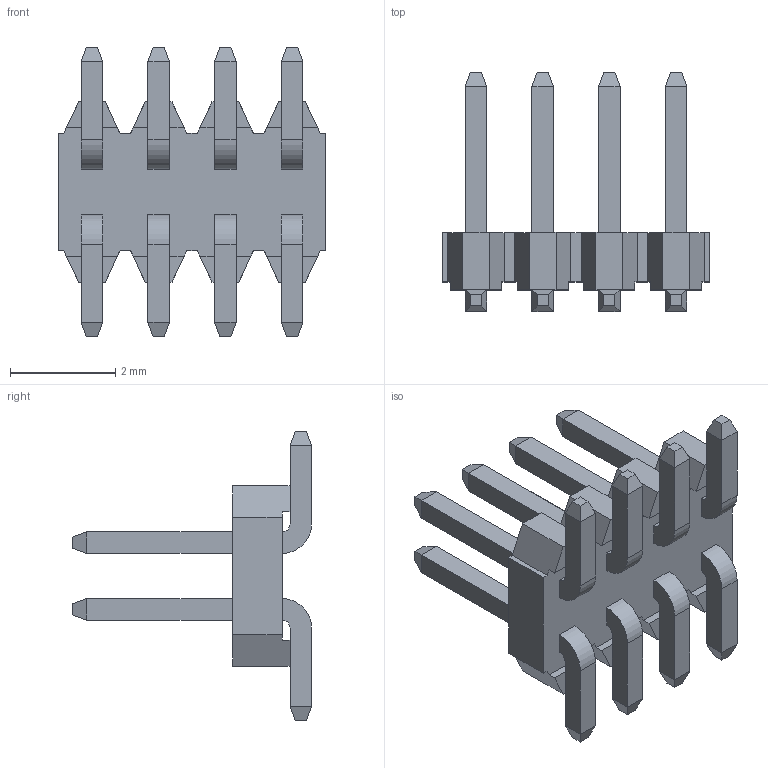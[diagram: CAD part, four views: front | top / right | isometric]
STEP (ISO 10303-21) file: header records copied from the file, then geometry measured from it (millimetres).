
FILE_DESCRIPTION(('FreeCAD Model'),'2;1');
FILE_NAME('Open CASCADE Shape Model','2024-03-10T16:16:41',('Author'),( ''),'Open CASCADE STEP processor 7.6','FreeCAD','Unknown');
FILE_SCHEMA(('AUTOMOTIVE_DESIGN { 1 0 10303 214 1 1 1 1 }'));
Length unit declared in the file: millimetre
Products named in the file (10): 20021121-00008D1LF; 20021121-additional body-goldtin_4; Pin^20021121-additional-goldtin004; Pin^20021121-additional-goldtin; Pin^20021121-additional-goldtin001; Pin^20021121-additional-goldtin002; Pin^20021121-additional-goldtin003; Pin^20021121-additional-goldtin009; Pin^20021121-additional-goldtin014; Pin^20021121-additional-goldtin019
Assembly tree (21 placements, depth 3):
  20021121-00008D1LF
    20021121-additional body-goldtin_4
    Pin^20021121-additional-goldtin004
      Pin^20021121-additional-goldtin
      Pin^20021121-additional-goldtin001
      Pin^20021121-additional-goldtin002
      Pin^20021121-additional-goldtin003
    Pin^20021121-additional-goldtin009
      Pin^20021121-additional-goldtin
      Pin^20021121-additional-goldtin001
      Pin^20021121-additional-goldtin002
      Pin^20021121-additional-goldtin003
    Pin^20021121-additional-goldtin014
      Pin^20021121-additional-goldtin
      Pin^20021121-additional-goldtin001
      Pin^20021121-additional-goldtin002
      Pin^20021121-additional-goldtin003
    Pin^20021121-additional-goldtin019
      Pin^20021121-additional-goldtin
      Pin^20021121-additional-goldtin001
      Pin^20021121-additional-goldtin002
      Pin^20021121-additional-goldtin003
Bounding box: 5.08 x 4.55 x 5.5 mm (x, y, z)
Volume: 21.6 mm3; surface area: 147.2 mm2
Topology: 17 solids, 17 shells, 262 faces, 620 edges, 392 vertices
Faces by surface type: plane 246, cylinder 16
Entity records: 4415 total; most frequent: CARTESIAN_POINT 720, ORIENTED_EDGE 688, DIRECTION 656, EDGE_CURVE 344, LINE 336, VECTOR 336, VERTEX_POINT 224, AXIS2_PLACEMENT_3D 160
